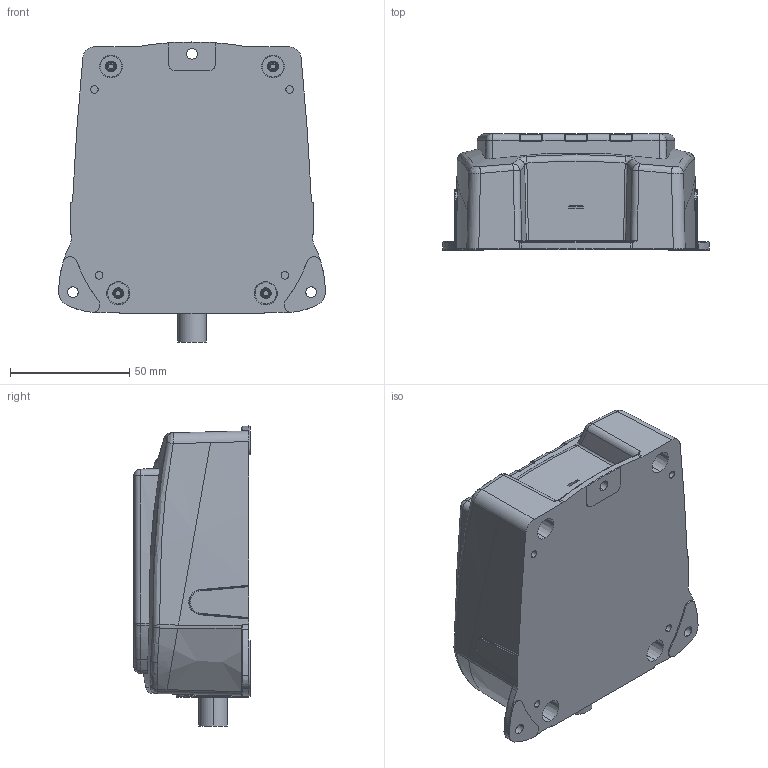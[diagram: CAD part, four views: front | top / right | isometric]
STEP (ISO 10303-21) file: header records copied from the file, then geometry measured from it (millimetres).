
FILE_DESCRIPTION((''),'2;1');
FILE_NAME('ASM0001_SW0001','2012-03-16T',('dhelisch'),(''),'PRO/ENGINEER BY PARAMETRIC TECHNOLOGY CORPORATION, 2007250','PRO/ENGINEER BY PARAMETRIC TECHNOLOGY CORPORATION, 2007250','');
FILE_SCHEMA(('CONFIG_CONTROL_DESIGN'));
Products named in the file (1): ASM0001_SW0001
Bounding box: 112 x 48.79 x 125.95 mm (x, y, z)
Volume: 307424.6 mm3; surface area: 86072.4 mm2
Topology: 1 solids, 1 shells, 1868 faces, 5100 edges, 3254 vertices
Faces by surface type: plane 1068, cylinder 331, bspline 252, torus 111, cone 88, sphere 16, extrusion 2
Entity records: 81693 total; most frequent: CARTESIAN_POINT 25847, ORIENTED_EDGE 10168, DIRECTION 7739, EDGE_CURVE 5084, VERTEX_POINT 3254, VECTOR 3173, LINE 3171, AXIS2_PLACEMENT_3D 2283
